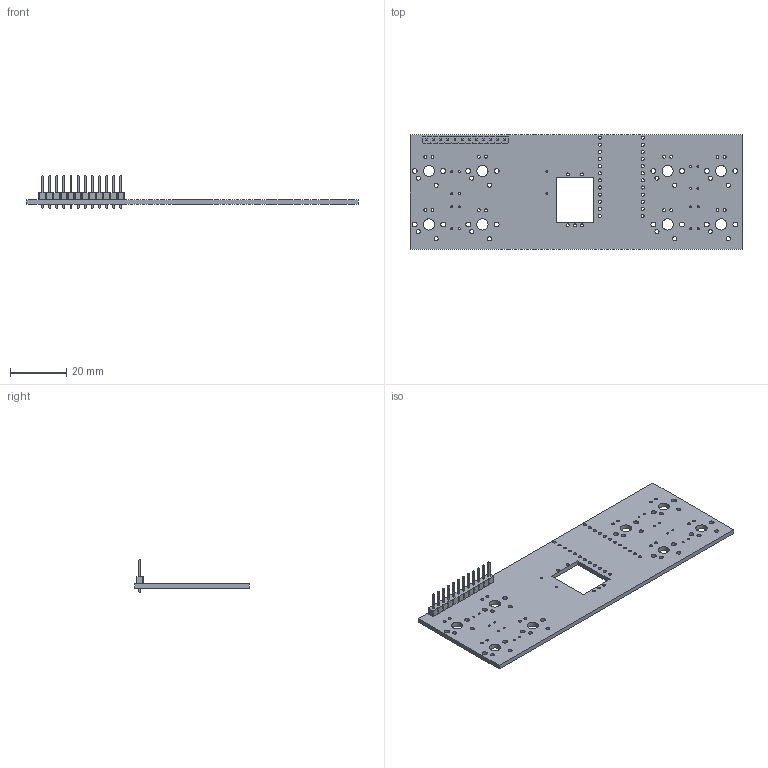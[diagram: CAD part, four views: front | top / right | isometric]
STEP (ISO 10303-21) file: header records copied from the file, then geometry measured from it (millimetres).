
FILE_DESCRIPTION(('FreeCAD Model'),'2;1');
FILE_NAME('Pikatea XL Macropad PCB Model.step','2022-01-25T08:10:52',('Author'),(''), 'Open CASCADE STEP processor 7.3','FreeCAD','Unknown');
FILE_SCHEMA(('AUTOMOTIVE_DESIGN { 1 0 10303 214 1 1 1 1 }'));
Length unit declared in the file: millimetre
Products named in the file (8): Pikatea_XL_Macropad; Board_Geoms_c334; Local_CS_c334; Pcb_c334; PCB_Sketch_c334; Step_Models_c334; Top_c334; J1_PinHeader_1x12_P254mm_Vertical_61C3FEEA
Assembly tree (7 placements, depth 4):
  Pikatea_XL_Macropad
    Board_Geoms_c334
      Local_CS_c334
      Pcb_c334
      PCB_Sketch_c334
    Step_Models_c334
      Top_c334
        J1_PinHeader_1x12_P254mm_Vertical_61C3FEEA
Bounding box: 118.3 x 40.8 x 11.54 mm (x, y, z)
Volume: 7258.4 mm3; surface area: 10765 mm2
Topology: 2 solids, 2 shells, 417 faces, 1079 edges, 698 vertices
Faces by surface type: plane 302, cylinder 115
Full cylindrical faces by diameter (mm): 0.7 x18, 1 x17, 1.04 x16, 1.1 x24, 1.47 x16, 1.75 x16, 3.988 x8
Entity records: 15221 total; most frequent: CARTESIAN_POINT 2202, DIRECTION 2159, ORIENTED_EDGE 2142, EDGE_CURVE 1071, LINE 849, VECTOR 849, VERTEX_POINT 682, FACE_BOUND 673
